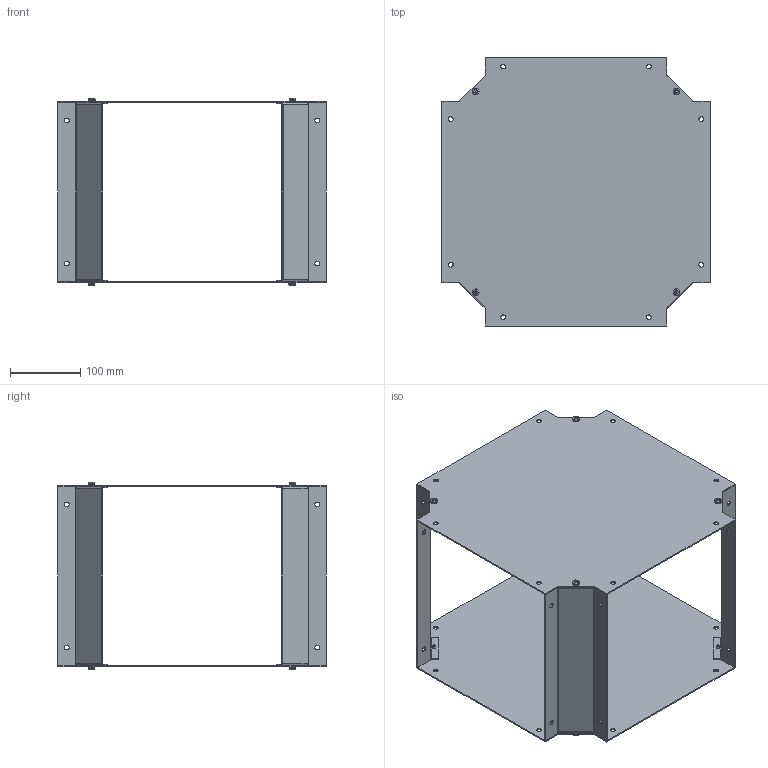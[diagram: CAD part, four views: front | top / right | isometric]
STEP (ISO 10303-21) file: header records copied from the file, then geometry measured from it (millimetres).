
FILE_DESCRIPTION (( 'STEP AP203' ), '1' );
FILE_NAME ('CWCF10.step', '2024-04-25T14:47:01', ( '' ), ( '' ), 'SwSTEP 2.0', 'SolidWorks 2023', '' );
FILE_SCHEMA (( 'CONFIG_CONTROL_DESIGN' ));
Length unit declared in the file: inch
Products named in the file (1): CWCF10
Bounding box: 381.16 x 381 x 266.55 mm (x, y, z)
Volume: 685070.5 mm3; surface area: 761642.3 mm2
Topology: 14 solids, 14 shells, 516 faces, 1328 edges, 848 vertices
Faces by surface type: plane 292, cylinder 176, bspline 32, cone 16
Entity records: 17413 total; most frequent: CARTESIAN_POINT 4705, ORIENTED_EDGE 2656, DIRECTION 2566, EDGE_CURVE 1328, AXIS2_PLACEMENT_3D 901, VERTEX_POINT 848, VECTOR 764, LINE 764
